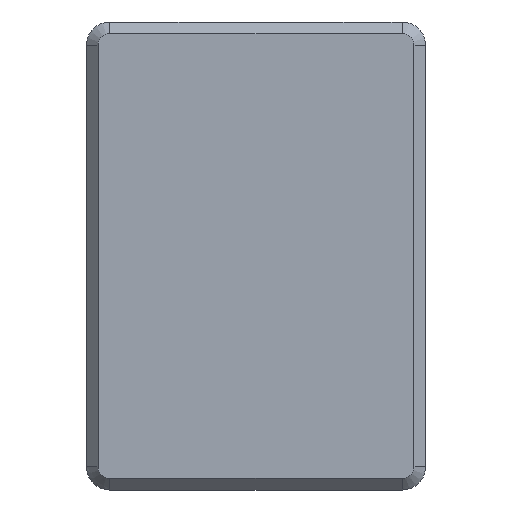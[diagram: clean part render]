
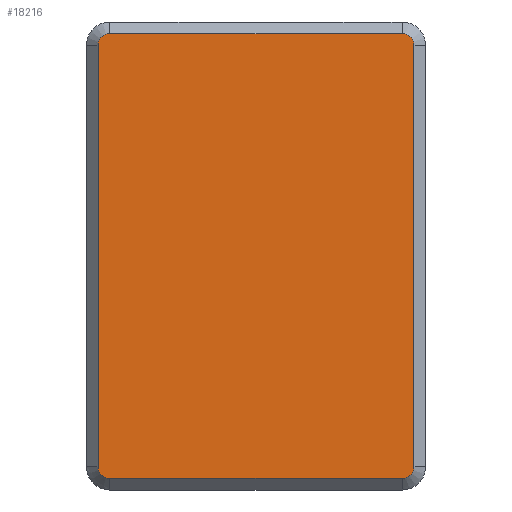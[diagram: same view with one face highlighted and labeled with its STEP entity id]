
A CAD part, front view. The second image highlights one B-rep face of the part: STEP entity #18216.
In plain terms, the highlighted planar face has unit normal (0, -1, 0).
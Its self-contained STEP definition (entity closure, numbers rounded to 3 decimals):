
#2381=CIRCLE('',#19263,2.);
#2383=CIRCLE('',#19267,2.);
#2385=CIRCLE('',#19271,2.);
#2387=CIRCLE('',#19275,2.);
#2522=FACE_OUTER_BOUND('',#3566,.T.);
#3566=EDGE_LOOP('',(#12202,#12203,#12204,#12205,#12206,#12207,#12208,#12209));
#4659=LINE('',#21777,#5968);
#4664=LINE('',#21791,#5973);
#4668=LINE('',#21803,#5977);
#4674=LINE('',#21819,#5983);
#5968=VECTOR('',#19665,10.);
#5973=VECTOR('',#19678,10.);
#5977=VECTOR('',#19690,10.);
#5983=VECTOR('',#19704,10.);
#7277=VERTEX_POINT('',#21774);
#7278=VERTEX_POINT('',#21776);
#7281=VERTEX_POINT('',#21784);
#7283=VERTEX_POINT('',#21789);
#7285=VERTEX_POINT('',#21796);
#7287=VERTEX_POINT('',#21801);
#7291=VERTEX_POINT('',#21812);
#7293=VERTEX_POINT('',#21817);
#9210=EDGE_CURVE('',#7277,#7278,#4659,.T.);
#9215=EDGE_CURVE('',#7281,#7277,#2381,.T.);
#9217=EDGE_CURVE('',#7283,#7281,#4664,.T.);
#9221=EDGE_CURVE('',#7285,#7283,#2383,.T.);
#9223=EDGE_CURVE('',#7287,#7285,#4668,.T.);
#9229=EDGE_CURVE('',#7291,#7287,#2385,.T.);
#9231=EDGE_CURVE('',#7293,#7291,#4674,.T.);
#9234=EDGE_CURVE('',#7278,#7293,#2387,.T.);
#12202=ORIENTED_EDGE('',*,*,#9210,.F.);
#12203=ORIENTED_EDGE('',*,*,#9215,.F.);
#12204=ORIENTED_EDGE('',*,*,#9217,.F.);
#12205=ORIENTED_EDGE('',*,*,#9221,.F.);
#12206=ORIENTED_EDGE('',*,*,#9223,.F.);
#12207=ORIENTED_EDGE('',*,*,#9229,.F.);
#12208=ORIENTED_EDGE('',*,*,#9231,.F.);
#12209=ORIENTED_EDGE('',*,*,#9234,.F.);
#17982=PLANE('',#19292);
#18216=ADVANCED_FACE('',(#2522),#17982,.T.);
#19263=AXIS2_PLACEMENT_3D('',#21786,#19673,#19674);
#19267=AXIS2_PLACEMENT_3D('',#21798,#19685,#19686);
#19271=AXIS2_PLACEMENT_3D('',#21814,#19699,#19700);
#19275=AXIS2_PLACEMENT_3D('',#21823,#19710,#19711);
#19292=AXIS2_PLACEMENT_3D('',#21877,#19760,#19761);
#19665=DIRECTION('',(-1.,0.,0.));
#19673=DIRECTION('center_axis',(0.,1.,0.));
#19674=DIRECTION('ref_axis',(0.707,0.,-0.707));
#19678=DIRECTION('',(0.,0.,-1.));
#19685=DIRECTION('center_axis',(0.,1.,0.));
#19686=DIRECTION('ref_axis',(0.707,0.,0.707));
#19690=DIRECTION('',(1.,0.,0.));
#19699=DIRECTION('center_axis',(0.,1.,0.));
#19700=DIRECTION('ref_axis',(-0.707,0.,0.707));
#19704=DIRECTION('',(0.,0.,1.));
#19710=DIRECTION('center_axis',(0.,1.,0.));
#19711=DIRECTION('ref_axis',(-0.707,0.,-0.707));
#19760=DIRECTION('center_axis',(0.,-1.,0.));
#19761=DIRECTION('ref_axis',(0.,0.,-1.));
#21774=CARTESIAN_POINT('',(37.174,-8.5,-85.));
#21776=CARTESIAN_POINT('',(-12.826,-8.5,-85.));
#21777=CARTESIAN_POINT('',(26.674,-8.5,-85.));
#21784=CARTESIAN_POINT('',(39.174,-8.5,-83.));
#21786=CARTESIAN_POINT('Origin',(37.174,-8.5,-83.));
#21789=CARTESIAN_POINT('',(39.174,-8.5,-11.));
#21791=CARTESIAN_POINT('',(39.174,-8.5,-27.));
#21796=CARTESIAN_POINT('',(37.174,-8.5,-9.));
#21798=CARTESIAN_POINT('Origin',(37.174,-8.5,-11.));
#21801=CARTESIAN_POINT('',(-12.826,-8.5,-9.));
#21803=CARTESIAN_POINT('',(-2.326,-8.5,-9.));
#21812=CARTESIAN_POINT('',(-14.826,-8.5,-11.));
#21814=CARTESIAN_POINT('Origin',(-12.826,-8.5,-11.));
#21817=CARTESIAN_POINT('',(-14.826,-8.5,-83.));
#21819=CARTESIAN_POINT('',(-14.826,-8.5,-67.));
#21823=CARTESIAN_POINT('Origin',(-12.826,-8.5,-83.));
#21877=CARTESIAN_POINT('Origin',(12.174,-8.5,-47.));
